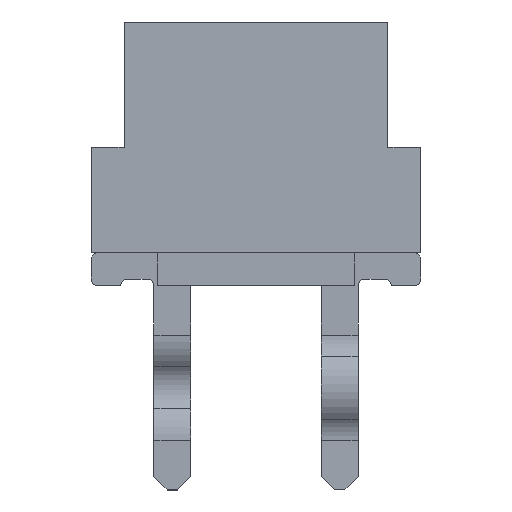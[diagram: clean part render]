
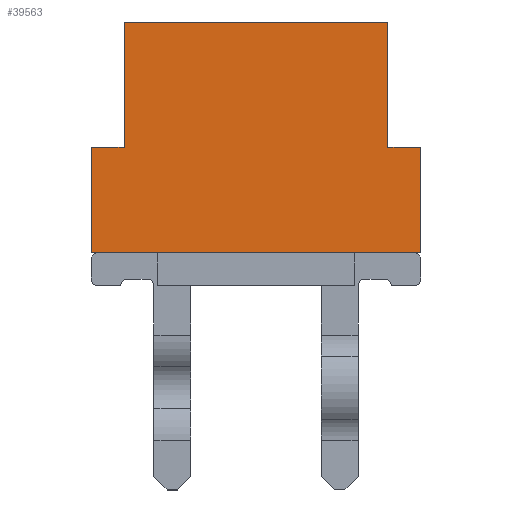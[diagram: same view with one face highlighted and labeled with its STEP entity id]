
A CAD part, front view. The second image highlights one B-rep face of the part: STEP entity #39563.
In plain terms, the highlighted face is planar.
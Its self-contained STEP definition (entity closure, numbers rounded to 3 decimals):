
#2450=ORIENTED_EDGE('',*,*,#11034,.T.);
#2451=ORIENTED_EDGE('',*,*,#11141,.F.);
#2452=ORIENTED_EDGE('',*,*,#11142,.F.);
#2453=ORIENTED_EDGE('',*,*,#11143,.F.);
#2454=ORIENTED_EDGE('',*,*,#11144,.F.);
#2455=ORIENTED_EDGE('',*,*,#11145,.T.);
#2456=ORIENTED_EDGE('',*,*,#11146,.F.);
#2457=ORIENTED_EDGE('',*,*,#11147,.T.);
#11034=EDGE_CURVE('',#15275,#15274,#17967,.T.);
#11141=EDGE_CURVE('',#15376,#15274,#18071,.T.);
#11142=EDGE_CURVE('',#15377,#15376,#18072,.T.);
#11143=EDGE_CURVE('',#15378,#15377,#18073,.T.);
#11144=EDGE_CURVE('',#15379,#15378,#18074,.T.);
#11145=EDGE_CURVE('',#15379,#15380,#18075,.T.);
#11146=EDGE_CURVE('',#15381,#15380,#18076,.T.);
#11147=EDGE_CURVE('',#15381,#15275,#18077,.T.);
#15274=VERTEX_POINT('',#53675);
#15275=VERTEX_POINT('',#53677);
#15376=VERTEX_POINT('',#53891);
#15377=VERTEX_POINT('',#53893);
#15378=VERTEX_POINT('',#53895);
#15379=VERTEX_POINT('',#53897);
#15380=VERTEX_POINT('',#53899);
#15381=VERTEX_POINT('',#53901);
#17967=LINE('',#53676,#21541);
#18071=LINE('',#53890,#21645);
#18072=LINE('',#53892,#21646);
#18073=LINE('',#53894,#21647);
#18074=LINE('',#53896,#21648);
#18075=LINE('',#53898,#21649);
#18076=LINE('',#53900,#21650);
#18077=LINE('',#53902,#21651);
#21541=VECTOR('',#44891,1000.);
#21645=VECTOR('',#45013,1000.);
#21646=VECTOR('',#45014,1000.);
#21647=VECTOR('',#45015,1000.);
#21648=VECTOR('',#45016,1000.);
#21649=VECTOR('',#45017,1000.);
#21650=VECTOR('',#45018,1000.);
#21651=VECTOR('',#45019,1000.);
#24550=EDGE_LOOP('',(#2450,#2451,#2452,#2453,#2454,#2455,#2456,#2457));
#26132=FACE_BOUND('',#24550,.T.);
#27713=PLANE('',#41313);
#39563=ADVANCED_FACE('',(#26132),#27713,.F.);
#41313=AXIS2_PLACEMENT_3D('',#53889,#45011,#45012);
#44891=DIRECTION('',(0.,1.,0.));
#45011=DIRECTION('',(-1.,0.,0.));
#45012=DIRECTION('',(0.,0.,1.));
#45013=DIRECTION('',(0.,0.,-1.));
#45014=DIRECTION('',(0.,1.,0.));
#45015=DIRECTION('',(0.,0.,-1.));
#45016=DIRECTION('',(0.,1.,0.));
#45017=DIRECTION('',(0.,0.,-1.));
#45018=DIRECTION('',(0.,1.,0.));
#45019=DIRECTION('',(0.,0.,-1.));
#53675=CARTESIAN_POINT('',(13.73,2.5,0.));
#53676=CARTESIAN_POINT('',(13.73,-2.5,0.));
#53677=CARTESIAN_POINT('',(13.73,-2.5,0.));
#53889=CARTESIAN_POINT('',(13.73,-2.5,1.6));
#53890=CARTESIAN_POINT('',(13.73,2.5,1.6));
#53891=CARTESIAN_POINT('',(13.73,2.5,1.6));
#53892=CARTESIAN_POINT('',(13.73,-2.5,1.6));
#53893=CARTESIAN_POINT('',(13.73,2.,1.6));
#53894=CARTESIAN_POINT('',(13.73,2.,3.5));
#53895=CARTESIAN_POINT('',(13.73,2.,3.5));
#53896=CARTESIAN_POINT('',(13.73,-2.,3.5));
#53897=CARTESIAN_POINT('',(13.73,-2.,3.5));
#53898=CARTESIAN_POINT('',(13.73,-2.,3.5));
#53899=CARTESIAN_POINT('',(13.73,-2.,1.6));
#53900=CARTESIAN_POINT('',(13.73,-2.5,1.6));
#53901=CARTESIAN_POINT('',(13.73,-2.5,1.6));
#53902=CARTESIAN_POINT('',(13.73,-2.5,1.6));
